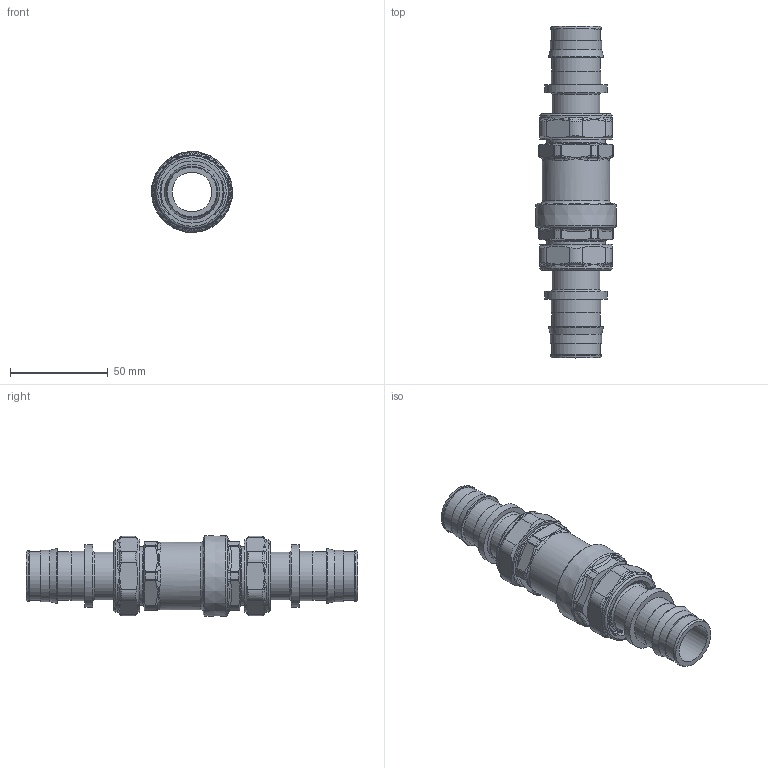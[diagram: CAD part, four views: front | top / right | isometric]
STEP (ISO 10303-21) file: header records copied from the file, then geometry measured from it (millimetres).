
FILE_DESCRIPTION(/* description */ (''),/* implementation_level */ '2;1');
FILE_NAME(/* name */ '127362AF_Simplify_1.stp',/* time_stamp */ '2025-07-24T11:40:59-05:00',/* author */ ('ischreiner'),/* organization */ (''),/* preprocessor_version */ 'ST-DEVELOPER v20',/* originating_system */ 'Autodesk Inventor 2025',/* authorisation */ '');
FILE_SCHEMA (('AUTOMOTIVE_DESIGN { 1 0 10303 214 3 1 1 }'));
Length unit declared in the file: inch
Products named in the file (1): 127362AF_Simplify_1
Bounding box: 41.38 x 169.49 x 41.38 mm (x, y, z)
Volume: 57197.6 mm3; surface area: 41730.6 mm2
Topology: 5 solids, 5 shells, 458 faces, 1049 edges, 602 vertices
Faces by surface type: bspline 116, cylinder 105, cone 81, torus 77, plane 71, sphere 8
Full cylindrical faces by diameter (mm): 20.32 x2, 21 x2, 24.1 x2, 24.384 x2, 24.765 x4, 25 x2, 25.095 x2, 26.111 x2, 27.686 x2, 28.3 x2, 28.5 x1, 28.6 x1, 29.515 x2, 30 x4, 30.2 x1, 30.4 x1, 30.5 x2, 31.75 x2, 33.1 x2, 34.5 x1, 37 x4
Entity records: 18762 total; most frequent: CARTESIAN_POINT 8590, ORIENTED_EDGE 2050, DIRECTION 1980, EDGE_CURVE 1025, AXIS2_PLACEMENT_3D 886, VERTEX_POINT 602, EDGE_LOOP 493, STYLED_ITEM 463
